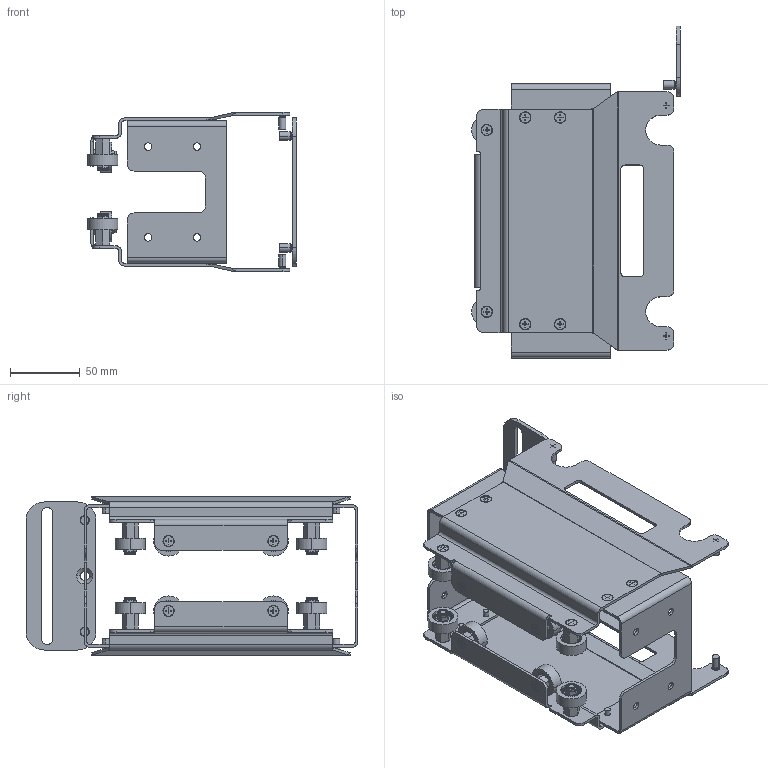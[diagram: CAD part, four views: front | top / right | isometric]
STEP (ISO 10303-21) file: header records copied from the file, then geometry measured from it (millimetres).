
FILE_DESCRIPTION((''),'2;1');
FILE_NAME('CAD-6708_KPL_ASM','2019-09-09T11:06:25',('creinig-se'),(''),'CREO PARAMETRIC BY PTC INC, 2018420','CREO PARAMETRIC BY PTC INC, 2018420','');
FILE_SCHEMA(('CONFIG_CONTROL_DESIGN','SHAPE_APPEARANCE_LAYERS_GROUPS'));
Products named in the file (3): CAD-6708_SW0001_TEIL_KPL; CAD-6708_SW0001_SHEET; CAD-6708_KPL_ASM
Assembly tree (2 placements, depth 2):
  CAD-6708_KPL_ASM
    CAD-6708_SW0001_TEIL_KPL
    CAD-6708_SW0001_SHEET
Bounding box: 149.25 x 237.5 x 114 mm (x, y, z)
Volume: 176794.3 mm3; surface area: 170678.6 mm2
Topology: 12 solids, 22 shells, 1985 faces, 4283 edges, 2481 vertices
Faces by surface type: plane 887, cylinder 532, cone 400, torus 154, bspline 12
Entity records: 68856 total; most frequent: CARTESIAN_POINT 13694, DIRECTION 9677, ORIENTED_EDGE 8536, EDGE_CURVE 4268, AXIS2_PLACEMENT_3D 3728, VERTEX_POINT 2463, VECTOR 2221, LINE 2221
